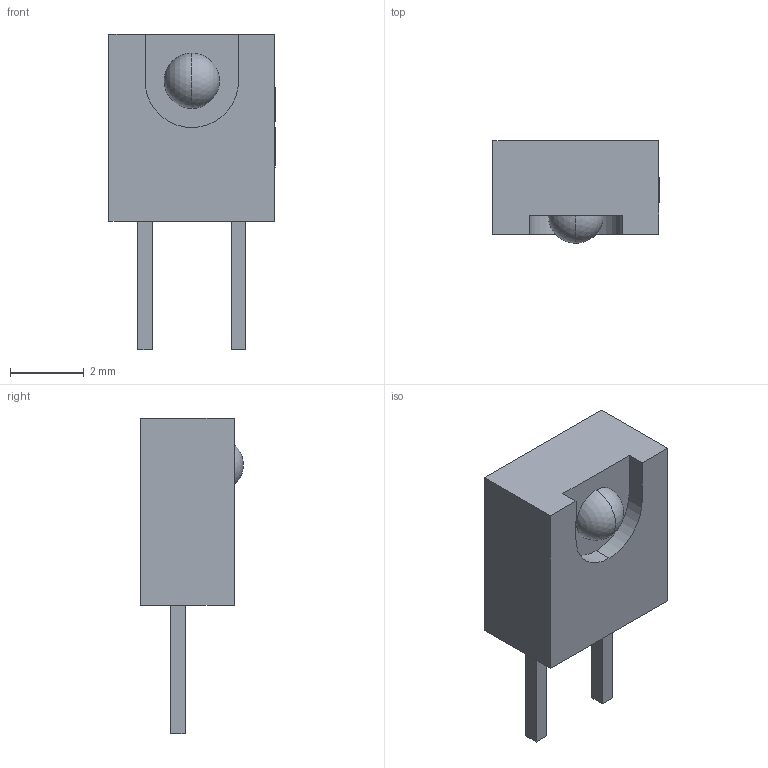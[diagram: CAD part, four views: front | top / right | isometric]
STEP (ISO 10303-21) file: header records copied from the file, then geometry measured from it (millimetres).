
FILE_DESCRIPTION (( 'STEP AP214' ), '1' );
FILE_NAME ('LED-TH_L4.5-W2.6-H5.08-P2.54.step', '2022-07-08T13:24:00', ( '' ), ( '' ), 'SwSTEP 2.0', 'SolidWorks 2020', '' );
FILE_SCHEMA (( 'AUTOMOTIVE_DESIGN' ));
Length unit declared in the file: millimetre
Products named in the file (1): LED-TH_L4.5-W2.6-H5.08-P2.54
Bounding box: 4.51 x 2.79 x 8.58 mm (x, y, z)
Volume: 57.2 mm3; surface area: 109.6 mm2
Topology: 1 solids, 1 shells, 306 faces, 830 edges, 553 vertices
Faces by surface type: plane 190, bspline 112, sphere 2, cylinder 2
Entity records: 14118 total; most frequent: CARTESIAN_POINT 3788, ORIENTED_EDGE 1652, DIRECTION 996, EDGE_CURVE 826, LINE 590, VECTOR 590, VERTEX_POINT 551, EDGE_LOOP 335
